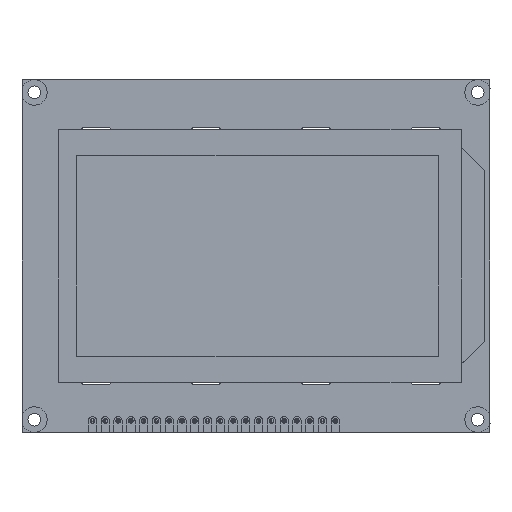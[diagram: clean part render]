
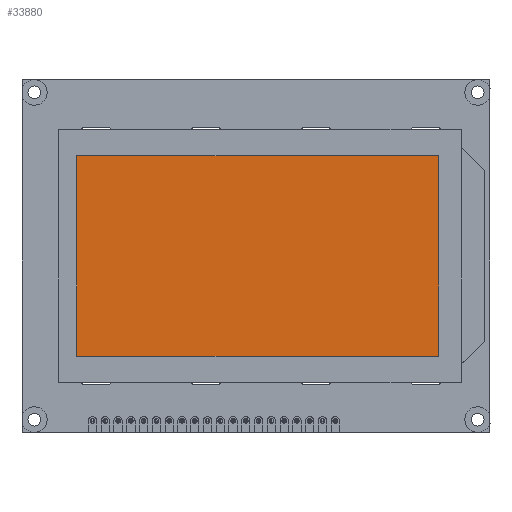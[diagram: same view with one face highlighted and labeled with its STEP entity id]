
A CAD part, top view. The second image highlights one B-rep face of the part: STEP entity #33880.
In plain terms, the highlighted planar face has unit normal (0, 0, 1).
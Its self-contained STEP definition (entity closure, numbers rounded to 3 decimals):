
#3416=FACE_OUTER_BOUND('',#4714,.T.);
#4714=EDGE_LOOP('',(#27093,#27094,#27095,#27096));
#6197=LINE('',#50278,#10685);
#6198=LINE('',#50280,#10686);
#6199=LINE('',#50282,#10687);
#6200=LINE('',#50283,#10688);
#10685=VECTOR('',#40470,42.418);
#10686=VECTOR('',#40471,74.473);
#10687=VECTOR('',#40472,42.418);
#10688=VECTOR('',#40473,74.473);
#15173=VERTEX_POINT('',#50276);
#15174=VERTEX_POINT('',#50277);
#15175=VERTEX_POINT('',#50279);
#15176=VERTEX_POINT('',#50281);
#21133=EDGE_CURVE('',#15173,#15174,#6197,.T.);
#21134=EDGE_CURVE('',#15174,#15175,#6198,.T.);
#21135=EDGE_CURVE('',#15175,#15176,#6199,.T.);
#21136=EDGE_CURVE('',#15176,#15173,#6200,.T.);
#27093=ORIENTED_EDGE('',*,*,#21133,.T.);
#27094=ORIENTED_EDGE('',*,*,#21134,.T.);
#27095=ORIENTED_EDGE('',*,*,#21135,.T.);
#27096=ORIENTED_EDGE('',*,*,#21136,.T.);
#33038=PLANE('',#37788);
#33880=ADVANCED_FACE('',(#3416),#33038,.T.);
#37788=AXIS2_PLACEMENT_3D('',#50275,#40468,#40469);
#40468=DIRECTION('center_axis',(0.,0.,1.));
#40469=DIRECTION('ref_axis',(1.,0.,0.));
#40470=DIRECTION('',(0.,1.,0.));
#40471=DIRECTION('',(-1.,0.,0.));
#40472=DIRECTION('',(0.,-1.,0.));
#40473=DIRECTION('',(1.,0.,0.));
#50275=CARTESIAN_POINT('Origin',(38.375,113.343,9.83));
#50276=CARTESIAN_POINT('',(75.611,113.343,9.83));
#50277=CARTESIAN_POINT('',(75.611,155.761,9.83));
#50278=CARTESIAN_POINT('',(75.611,113.343,9.83));
#50279=CARTESIAN_POINT('',(1.138,155.761,9.83));
#50280=CARTESIAN_POINT('',(75.611,155.761,9.83));
#50281=CARTESIAN_POINT('',(1.138,113.343,9.83));
#50282=CARTESIAN_POINT('',(1.138,155.761,9.83));
#50283=CARTESIAN_POINT('',(1.138,113.343,9.83));
